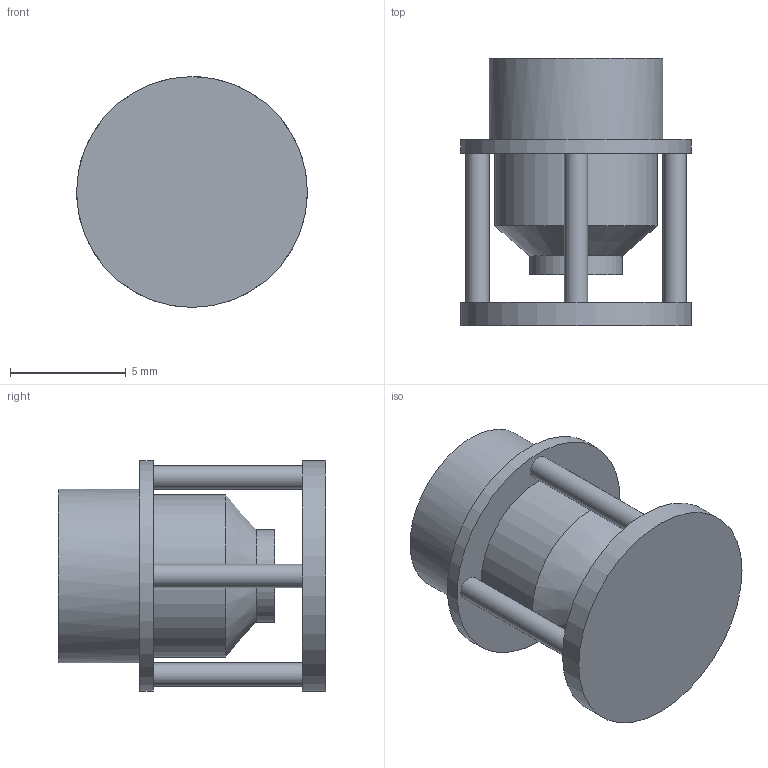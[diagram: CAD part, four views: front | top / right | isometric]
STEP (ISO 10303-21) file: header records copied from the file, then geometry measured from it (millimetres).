
FILE_DESCRIPTION(/* description */ (''),/* implementation_level */ '2;1');
FILE_NAME(/* name */ 'construction_objective_mk1.stp',/* time_stamp */ '2022-12-09T19:14:07+01:00',/* author */ ('Rik Ubaghs'),/* organization */ (''),/* preprocessor_version */ 'ST-DEVELOPER v18.1',/* originating_system */ 'Autodesk Inventor 2021',/* authorisation */ '');
FILE_SCHEMA (('AUTOMOTIVE_DESIGN { 1 0 10303 214 3 1 1 }'));
Length unit declared in the file: millimetre
Products named in the file (1): microscope_objective2_mk1
Bounding box: 9.95 x 11.53 x 9.95 mm (x, y, z)
Volume: 231.2 mm3; surface area: 740.3 mm2
Topology: 1 solids, 1 shells, 21 faces, 55 edges, 41 vertices
Faces by surface type: cylinder 11, plane 7, bspline 2, cone 1
Full cylindrical faces by diameter (mm): 1 x4, 3.1 x1, 4 x1, 6.1 x1, 7 x1, 7.5 x1, 9.95 x2
Entity records: 1033 total; most frequent: CARTESIAN_POINT 388, DIRECTION 128, ORIENTED_EDGE 110, AXIS2_PLACEMENT_3D 57, EDGE_CURVE 55, VERTEX_POINT 41, CIRCLE 37, EDGE_LOOP 34
